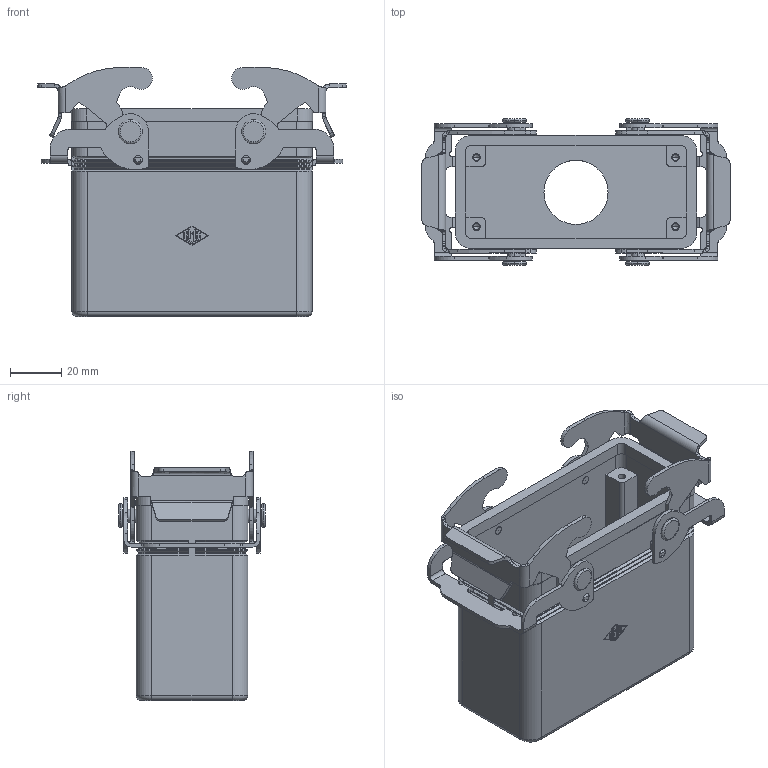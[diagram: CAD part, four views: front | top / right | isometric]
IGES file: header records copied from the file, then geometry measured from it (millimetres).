
Global section: file name: No Iges File Name specified; native system: AutoDesk Inventor R6.1; preprocessor: AutoDesk Inventor Iges Exporter R6.1; author: No Author specified; organization: No Organization specified; date: 20061219.103656; units: millimetre
Bounding box: 119.97 x 57 x 97 mm (x, y, z)
Volume: 99497.1 mm3; surface area: 66288.5 mm2
Topology: 3 solids, 3 shells, 706 faces, 1877 edges, 1198 vertices
Faces by surface type: bspline 291, plane 205, cylinder 106, revolution 80, torus 12, cone 12
